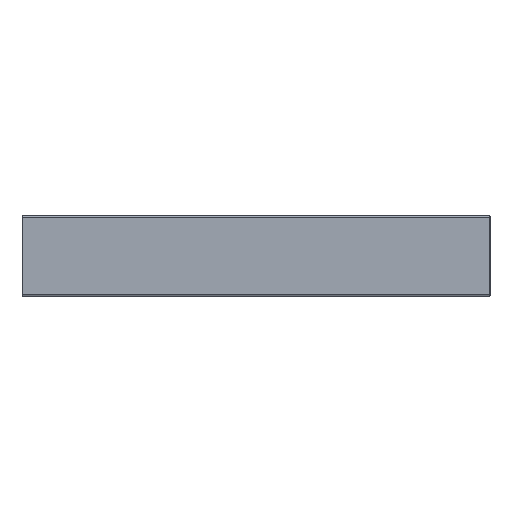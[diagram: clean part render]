
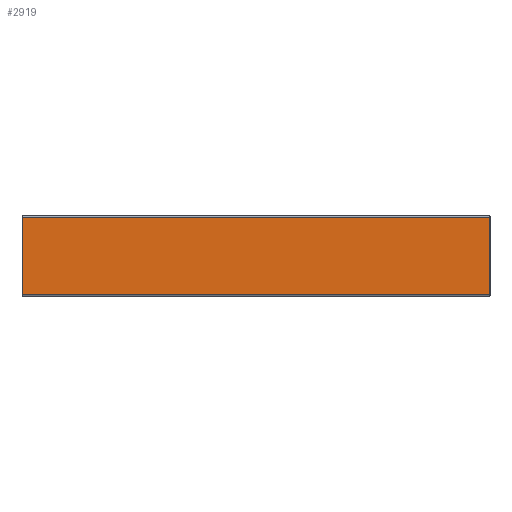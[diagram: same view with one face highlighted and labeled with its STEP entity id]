
A CAD part, front view. The second image highlights one B-rep face of the part: STEP entity #2919.
In plain terms, the highlighted planar face has unit normal (0, -1, 0).
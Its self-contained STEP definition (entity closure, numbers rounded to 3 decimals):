
#229=PLANE('',#3103);
#296=FACE_OUTER_BOUND('',#462,.T.);
#462=EDGE_LOOP('',(#1886,#1887,#1888,#1889));
#662=LINE('',#3776,#916);
#677=LINE('',#3813,#931);
#678=LINE('',#3816,#932);
#679=LINE('',#3817,#933);
#916=VECTOR('',#3238,1000.);
#931=VECTOR('',#3269,1000.);
#932=VECTOR('',#3274,1000.);
#933=VECTOR('',#3275,1000.);
#1170=VERTEX_POINT('',#3774);
#1171=VERTEX_POINT('',#3775);
#1184=VERTEX_POINT('',#3810);
#1185=VERTEX_POINT('',#3812);
#1438=EDGE_CURVE('',#1170,#1171,#662,.T.);
#1456=EDGE_CURVE('',#1185,#1184,#677,.T.);
#1458=EDGE_CURVE('',#1184,#1171,#678,.T.);
#1459=EDGE_CURVE('',#1170,#1185,#679,.T.);
#1886=ORIENTED_EDGE('',*,*,#1456,.T.);
#1887=ORIENTED_EDGE('',*,*,#1458,.T.);
#1888=ORIENTED_EDGE('',*,*,#1438,.F.);
#1889=ORIENTED_EDGE('',*,*,#1459,.T.);
#2919=ADVANCED_FACE('',(#296),#229,.T.);
#3103=AXIS2_PLACEMENT_3D('',#3815,#3272,#3273);
#3238=DIRECTION('',(1.,0.,0.));
#3269=DIRECTION('',(1.,0.,0.));
#3272=DIRECTION('center_axis',(0.,-1.,0.));
#3273=DIRECTION('ref_axis',(1.,0.,0.));
#3274=DIRECTION('',(0.,0.,1.));
#3275=DIRECTION('',(0.,0.,-1.));
#3774=CARTESIAN_POINT('',(-1.597,-2.25,0.56));
#3775=CARTESIAN_POINT('',(1.597,-2.25,0.56));
#3776=CARTESIAN_POINT('',(-2.343,-2.25,0.56));
#3810=CARTESIAN_POINT('',(1.597,-2.25,0.03));
#3812=CARTESIAN_POINT('',(-1.597,-2.25,0.03));
#3813=CARTESIAN_POINT('',(-2.343,-2.25,0.03));
#3815=CARTESIAN_POINT('Origin',(-2.343,-2.25,0.03));
#3816=CARTESIAN_POINT('',(1.597,-2.25,0.03));
#3817=CARTESIAN_POINT('',(-1.597,-2.25,0.03));
